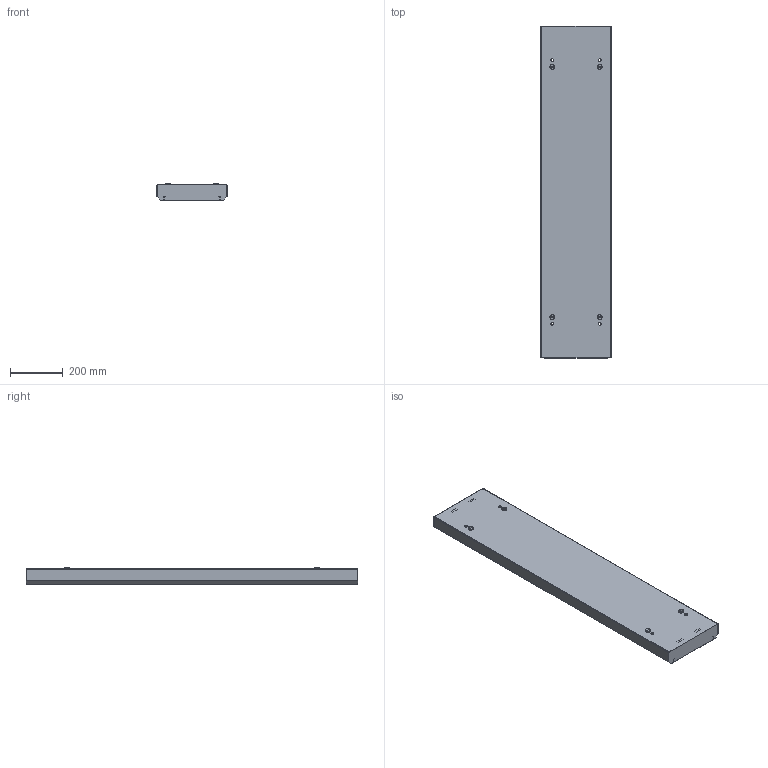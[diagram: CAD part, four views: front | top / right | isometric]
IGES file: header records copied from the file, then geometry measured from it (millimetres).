
Global section: file name: 720009; native system: Autodesk Inventor 2021; preprocessor: unknown; author: aluteckkpl_tw; date: 20221010.073108; units: millimetre
Bounding box: 266 x 1260 x 65 mm (x, y, z)
Volume: 1593086.7 mm3; surface area: 1917676.4 mm2
Topology: 4 solids, 4 shells, 507 faces, 1546 edges, 1004 vertices
Faces by surface type: bspline 507
